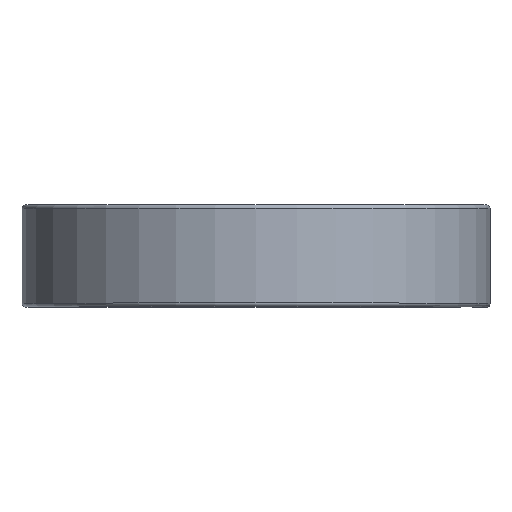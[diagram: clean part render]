
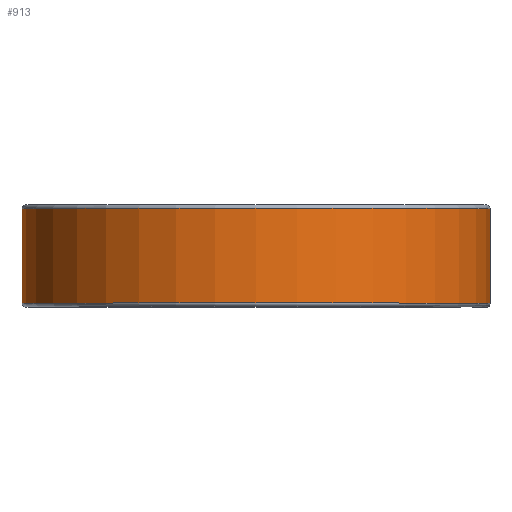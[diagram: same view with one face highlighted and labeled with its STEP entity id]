
A CAD part, top view. The second image highlights one B-rep face of the part: STEP entity #913.
In plain terms, the highlighted cylindrical face has radius 47.257 mm (diameter 94.513 mm), a partial arc.
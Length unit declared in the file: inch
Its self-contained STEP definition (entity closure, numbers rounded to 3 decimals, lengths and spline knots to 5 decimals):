
#158 = EDGE_CURVE ( 'NONE', #334, #351, #1780, .T. ) ;
#178 = VECTOR ( 'NONE', #1630, 39.37008 ) ;
#206 = DIRECTION ( 'NONE',  ( 0., -1., 0. ) ) ;
#246 = ORIENTED_EDGE ( 'NONE', *, *, #158, .T. ) ;
#334 = VERTEX_POINT ( 'NONE', #1125 ) ;
#351 = VERTEX_POINT ( 'NONE', #946 ) ;
#361 = CARTESIAN_POINT ( 'NONE',  ( 0., 0.37625, -1.8605 ) ) ;
#364 = CYLINDRICAL_SURFACE ( 'NONE', #1108, 1.8605 ) ;
#429 = DIRECTION ( 'NONE',  ( 0., 0., -1. ) ) ;
#489 = EDGE_LOOP ( 'NONE', ( #2312, #246, #1009, #2388 ) ) ;
#624 = AXIS2_PLACEMENT_3D ( 'NONE', #1322, #206, #1513 ) ;
#635 = LINE ( 'NONE', #1227, #726 ) ;
#726 = VECTOR ( 'NONE', #2382, 39.37008 ) ;
#763 = DIRECTION ( 'NONE',  ( 0., -1., 0. ) ) ;
#885 = CARTESIAN_POINT ( 'NONE',  ( 1.8605, -0.37625, 0. ) ) ;
#913 = ADVANCED_FACE ( 'NONE', ( #1527 ), #364, .T. ) ;
#946 = CARTESIAN_POINT ( 'NONE',  ( 0., 0.37625, -1.8605 ) ) ;
#1009 = ORIENTED_EDGE ( 'NONE', *, *, #1093, .F. ) ;
#1093 = EDGE_CURVE ( 'NONE', #1209, #351, #2399, .T. ) ;
#1108 = AXIS2_PLACEMENT_3D ( 'NONE', #1453, #1422, #429 ) ;
#1125 = CARTESIAN_POINT ( 'NONE',  ( 1.8605, 0.37625, 0. ) ) ;
#1209 = VERTEX_POINT ( 'NONE', #1503 ) ;
#1227 = CARTESIAN_POINT ( 'NONE',  ( 1.8605, 0.37625, 0. ) ) ;
#1322 = CARTESIAN_POINT ( 'NONE',  ( 0., -0.37625, 0. ) ) ;
#1422 = DIRECTION ( 'NONE',  ( 0., -1., 0. ) ) ;
#1436 = CARTESIAN_POINT ( 'NONE',  ( 0., 0.37625, 0. ) ) ;
#1453 = CARTESIAN_POINT ( 'NONE',  ( 0., 0.375, 0. ) ) ;
#1503 = CARTESIAN_POINT ( 'NONE',  ( 0., -0.37625, -1.8605 ) ) ;
#1513 = DIRECTION ( 'NONE',  ( 0., 0., -1. ) ) ;
#1527 = FACE_OUTER_BOUND ( 'NONE', #489, .T. ) ;
#1630 = DIRECTION ( 'NONE',  ( 0., 1., 0. ) ) ;
#1780 = CIRCLE ( 'NONE', #2232, 1.8605 ) ;
#1872 = EDGE_CURVE ( 'NONE', #2130, #334, #635, .T. ) ;
#2073 = DIRECTION ( 'NONE',  ( 0., 0., -1. ) ) ;
#2130 = VERTEX_POINT ( 'NONE', #885 ) ;
#2232 = AXIS2_PLACEMENT_3D ( 'NONE', #1436, #763, #2073 ) ;
#2287 = EDGE_CURVE ( 'NONE', #2130, #1209, #2339, .T. ) ;
#2312 = ORIENTED_EDGE ( 'NONE', *, *, #1872, .T. ) ;
#2339 = CIRCLE ( 'NONE', #624, 1.8605 ) ;
#2382 = DIRECTION ( 'NONE',  ( 0., 1., 0. ) ) ;
#2388 = ORIENTED_EDGE ( 'NONE', *, *, #2287, .F. ) ;
#2399 = LINE ( 'NONE', #361, #178 ) ;
